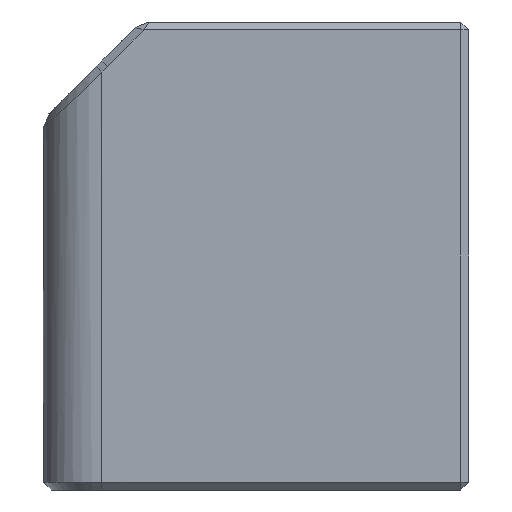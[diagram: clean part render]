
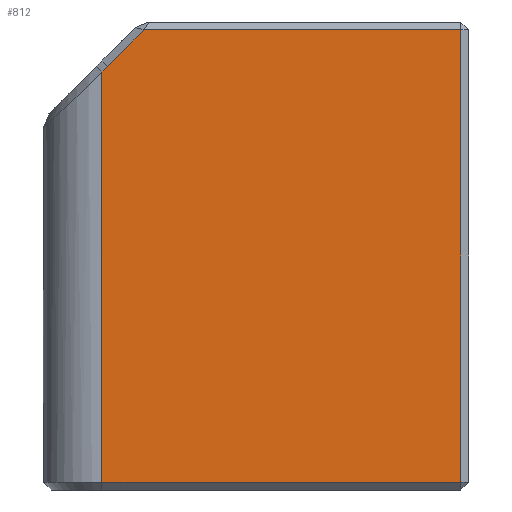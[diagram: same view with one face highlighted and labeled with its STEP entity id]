
A CAD part, front view. The second image highlights one B-rep face of the part: STEP entity #812.
In plain terms, the highlighted planar face has unit normal (0, -1, 0).
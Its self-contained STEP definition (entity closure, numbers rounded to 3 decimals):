
#99=FACE_OUTER_BOUND('',#148,.T.);
#148=EDGE_LOOP('',(#689,#690,#691,#692,#693,#694));
#211=LINE('',#2136,#277);
#214=LINE('',#2141,#280);
#217=LINE('',#2282,#283);
#220=LINE('',#2288,#286);
#222=LINE('',#2313,#288);
#277=VECTOR('',#1045,10.);
#280=VECTOR('',#1052,10.);
#283=VECTOR('',#1057,10.);
#286=VECTOR('',#1062,10.);
#288=VECTOR('',#1070,10.);
#317=B_SPLINE_CURVE_WITH_KNOTS('',3,(#2306,#2307,#2308,#2309),
 .UNSPECIFIED.,.F.,.F.,(4,4),(-4.712,-4.618),
 .UNSPECIFIED.);
#350=VERTEX_POINT('',#2037);
#353=VERTEX_POINT('',#2044);
#362=VERTEX_POINT('',#2075);
#376=VERTEX_POINT('',#2129);
#380=VERTEX_POINT('',#2191);
#381=VERTEX_POINT('',#2285);
#480=EDGE_CURVE('',#376,#362,#211,.T.);
#483=EDGE_CURVE('',#362,#353,#214,.T.);
#489=EDGE_CURVE('',#353,#350,#217,.T.);
#492=EDGE_CURVE('',#350,#381,#220,.T.);
#494=EDGE_CURVE('',#381,#380,#317,.T.);
#496=EDGE_CURVE('',#380,#376,#222,.T.);
#689=ORIENTED_EDGE('',*,*,#494,.T.);
#690=ORIENTED_EDGE('',*,*,#496,.T.);
#691=ORIENTED_EDGE('',*,*,#480,.T.);
#692=ORIENTED_EDGE('',*,*,#483,.T.);
#693=ORIENTED_EDGE('',*,*,#489,.T.);
#694=ORIENTED_EDGE('',*,*,#492,.T.);
#767=PLANE('',#887);
#812=ADVANCED_FACE('',(#99),#767,.T.);
#887=AXIS2_PLACEMENT_3D('',#2312,#1068,#1069);
#1045=DIRECTION('',(1.,0.,0.));
#1052=DIRECTION('',(0.,0.,1.));
#1057=DIRECTION('',(-1.,0.,0.));
#1062=DIRECTION('',(-0.707,0.,-0.707));
#1068=DIRECTION('center_axis',(0.,-1.,0.));
#1069=DIRECTION('ref_axis',(-1.,0.,0.));
#1070=DIRECTION('',(0.,0.,-1.));
#2037=CARTESIAN_POINT('',(10.083,0.2,1.));
#2044=CARTESIAN_POINT('',(18.2,0.2,1.));
#2075=CARTESIAN_POINT('',(18.2,0.2,-10.6));
#2129=CARTESIAN_POINT('',(9.,0.2,-10.6));
#2136=CARTESIAN_POINT('',(11.35,0.2,-10.6));
#2141=CARTESIAN_POINT('',(18.2,0.2,-8.05));
#2191=CARTESIAN_POINT('',(9.,0.2,-0.082));
#2282=CARTESIAN_POINT('',(16.05,0.2,1.));
#2285=CARTESIAN_POINT('',(9.141,0.2,0.059));
#2288=CARTESIAN_POINT('',(9.441,0.2,0.359));
#2306=CARTESIAN_POINT('Ctrl Pts',(9.141,0.2,0.059));
#2307=CARTESIAN_POINT('Ctrl Pts',(9.094,0.2,0.012));
#2308=CARTESIAN_POINT('Ctrl Pts',(9.047,0.2,-0.036));
#2309=CARTESIAN_POINT('Ctrl Pts',(9.,0.2,-0.083));
#2312=CARTESIAN_POINT('Origin',(13.7,0.2,-5.3));
#2313=CARTESIAN_POINT('',(9.,0.2,0.2));
